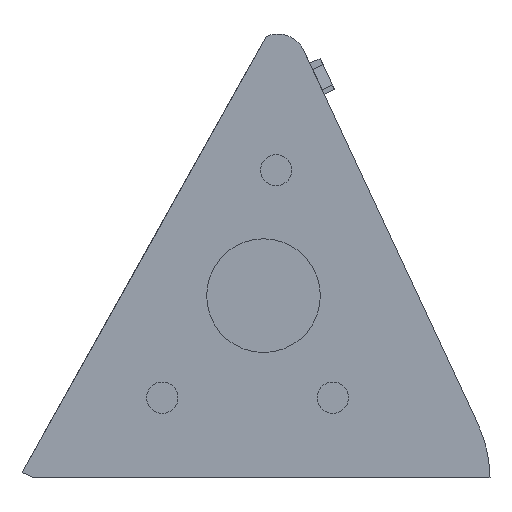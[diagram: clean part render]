
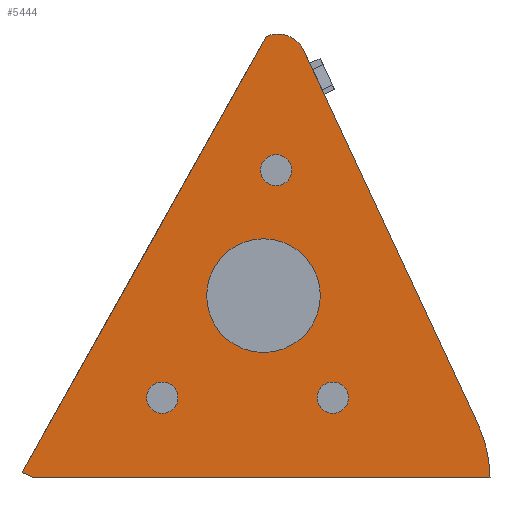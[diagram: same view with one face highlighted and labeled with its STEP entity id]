
A CAD part, left-side view. The second image highlights one B-rep face of the part: STEP entity #5444.
In plain terms, the highlighted planar face has unit normal (-1, 0, 0).
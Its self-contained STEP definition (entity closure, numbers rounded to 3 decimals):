
#44=FACE_BOUND('',#1080,.T.);
#45=FACE_BOUND('',#1081,.T.);
#46=FACE_BOUND('',#1082,.T.);
#47=FACE_BOUND('',#1083,.T.);
#473=PLANE('',#5702);
#759=FACE_OUTER_BOUND('',#1079,.T.);
#1079=EDGE_LOOP('',(#5068,#5069,#5070,#5071,#5072,#5073,#5074,#5075));
#1080=EDGE_LOOP('',(#5076));
#1081=EDGE_LOOP('',(#5077));
#1082=EDGE_LOOP('',(#5078));
#1083=EDGE_LOOP('',(#5079));
#1239=LINE('',#7383,#1833);
#1683=LINE('',#9551,#2277);
#1685=LINE('',#9566,#2279);
#1686=LINE('',#9571,#2280);
#1687=LINE('',#9572,#2281);
#1833=VECTOR('',#5944,10.);
#2277=VECTOR('',#6738,10.);
#2279=VECTOR('',#6760,10.);
#2280=VECTOR('',#6765,10.);
#2281=VECTOR('',#6766,10.);
#2298=CIRCLE('',#5474,10.);
#2316=CIRCLE('',#5571,2.75);
#2318=CIRCLE('',#5574,2.75);
#2320=CIRCLE('',#5577,2.75);
#2322=CIRCLE('',#5700,1.);
#2324=CIRCLE('',#5703,22.);
#2325=CIRCLE('',#5704,5.);
#2330=VERTEX_POINT('',#6821);
#2437=VERTEX_POINT('',#7380);
#2438=VERTEX_POINT('',#7382);
#2502=VERTEX_POINT('',#7615);
#2504=VERTEX_POINT('',#7621);
#2506=VERTEX_POINT('',#7627);
#2825=VERTEX_POINT('',#9545);
#2827=VERTEX_POINT('',#9549);
#2828=VERTEX_POINT('',#9559);
#2830=VERTEX_POINT('',#9565);
#2831=VERTEX_POINT('',#9568);
#2832=VERTEX_POINT('',#9570);
#2842=EDGE_CURVE('',#2330,#2330,#2298,.T.);
#3001=EDGE_CURVE('',#2438,#2437,#1239,.T.);
#3097=EDGE_CURVE('',#2502,#2502,#2316,.T.);
#3100=EDGE_CURVE('',#2504,#2504,#2318,.T.);
#3103=EDGE_CURVE('',#2506,#2506,#2320,.T.);
#3583=EDGE_CURVE('',#2825,#2827,#1683,.T.);
#3584=EDGE_CURVE('',#2825,#2828,#2322,.T.);
#3587=EDGE_CURVE('',#2827,#2830,#1685,.T.);
#3588=EDGE_CURVE('',#2438,#2830,#2324,.T.);
#3589=EDGE_CURVE('',#2831,#2437,#2325,.T.);
#3590=EDGE_CURVE('',#2831,#2832,#1686,.T.);
#3591=EDGE_CURVE('',#2832,#2828,#1687,.T.);
#5068=ORIENTED_EDGE('',*,*,#3584,.F.);
#5069=ORIENTED_EDGE('',*,*,#3583,.T.);
#5070=ORIENTED_EDGE('',*,*,#3587,.T.);
#5071=ORIENTED_EDGE('',*,*,#3588,.F.);
#5072=ORIENTED_EDGE('',*,*,#3001,.T.);
#5073=ORIENTED_EDGE('',*,*,#3589,.F.);
#5074=ORIENTED_EDGE('',*,*,#3590,.T.);
#5075=ORIENTED_EDGE('',*,*,#3591,.T.);
#5076=ORIENTED_EDGE('',*,*,#2842,.T.);
#5077=ORIENTED_EDGE('',*,*,#3097,.T.);
#5078=ORIENTED_EDGE('',*,*,#3100,.T.);
#5079=ORIENTED_EDGE('',*,*,#3103,.T.);
#5444=ADVANCED_FACE('',(#759,#44,#45,#46,#47),#473,.T.);
#5474=AXIS2_PLACEMENT_3D('',#6822,#5727,#5728);
#5571=AXIS2_PLACEMENT_3D('',#7616,#6126,#6127);
#5574=AXIS2_PLACEMENT_3D('',#7622,#6133,#6134);
#5577=AXIS2_PLACEMENT_3D('',#7628,#6140,#6141);
#5700=AXIS2_PLACEMENT_3D('',#9560,#6753,#6754);
#5702=AXIS2_PLACEMENT_3D('',#9564,#6758,#6759);
#5703=AXIS2_PLACEMENT_3D('',#9567,#6761,#6762);
#5704=AXIS2_PLACEMENT_3D('',#9569,#6763,#6764);
#5727=DIRECTION('center_axis',(1.,0.,0.));
#5728=DIRECTION('ref_axis',(0.,-1.,0.));
#5944=DIRECTION('',(0.,0.423,0.906));
#6126=DIRECTION('center_axis',(1.,0.,0.));
#6127=DIRECTION('ref_axis',(0.,-1.,0.));
#6133=DIRECTION('center_axis',(1.,0.,0.));
#6134=DIRECTION('ref_axis',(0.,-1.,0.));
#6140=DIRECTION('center_axis',(1.,0.,0.));
#6141=DIRECTION('ref_axis',(0.,-1.,0.));
#6738=DIRECTION('',(0.,-1.,0.));
#6753=DIRECTION('center_axis',(1.,0.,0.));
#6754=DIRECTION('ref_axis',(0.,0.19,-0.982));
#6758=DIRECTION('center_axis',(-1.,0.,0.));
#6759=DIRECTION('ref_axis',(0.,-0.423,-0.906));
#6760=DIRECTION('',(0.,0.,1.));
#6761=DIRECTION('center_axis',(1.,0.,0.));
#6762=DIRECTION('ref_axis',(0.,-0.976,0.216));
#6763=DIRECTION('center_axis',(1.,0.,0.));
#6764=DIRECTION('ref_axis',(0.,0.408,0.913));
#6765=DIRECTION('',(0.,0.489,-0.872));
#6766=DIRECTION('',(0.,-0.928,-0.372));
#6821=CARTESIAN_POINT('',(107.,412.209,227.941));
#6822=CARTESIAN_POINT('Origin',(107.,402.209,227.941));
#7380=CARTESIAN_POINT('',(107.,395.137,271.053));
#7382=CARTESIAN_POINT('',(107.,364.445,205.234));
#7383=CARTESIAN_POINT('',(107.,379.817,238.199));
#7615=CARTESIAN_POINT('',(107.,402.75,250.));
#7616=CARTESIAN_POINT('Origin',(107.,400.,250.));
#7621=CARTESIAN_POINT('',(107.,392.75,210.));
#7622=CARTESIAN_POINT('Origin',(107.,390.,210.));
#7627=CARTESIAN_POINT('',(107.,422.75,210.));
#7628=CARTESIAN_POINT('Origin',(107.,420.,210.));
#9545=CARTESIAN_POINT('',(107.,442.19,195.893));
#9549=CARTESIAN_POINT('',(107.,362.384,195.893));
#9551=CARTESIAN_POINT('',(107.,442.384,195.893));
#9559=CARTESIAN_POINT('',(107.,442.563,195.965));
#9560=CARTESIAN_POINT('Origin',(107.,442.19,196.893));
#9564=CARTESIAN_POINT('Origin',(107.,401.709,273.505));
#9565=CARTESIAN_POINT('',(107.,362.384,195.937));
#9566=CARTESIAN_POINT('',(107.,362.384,195.893));
#9567=CARTESIAN_POINT('Origin',(107.,384.384,195.937));
#9568=CARTESIAN_POINT('',(107.,401.709,273.505));
#9569=CARTESIAN_POINT('Origin',(107.,399.668,268.94));
#9570=CARTESIAN_POINT('',(107.,444.671,196.81));
#9571=CARTESIAN_POINT('',(107.,442.384,200.893));
#9572=CARTESIAN_POINT('',(107.,444.671,196.81));
